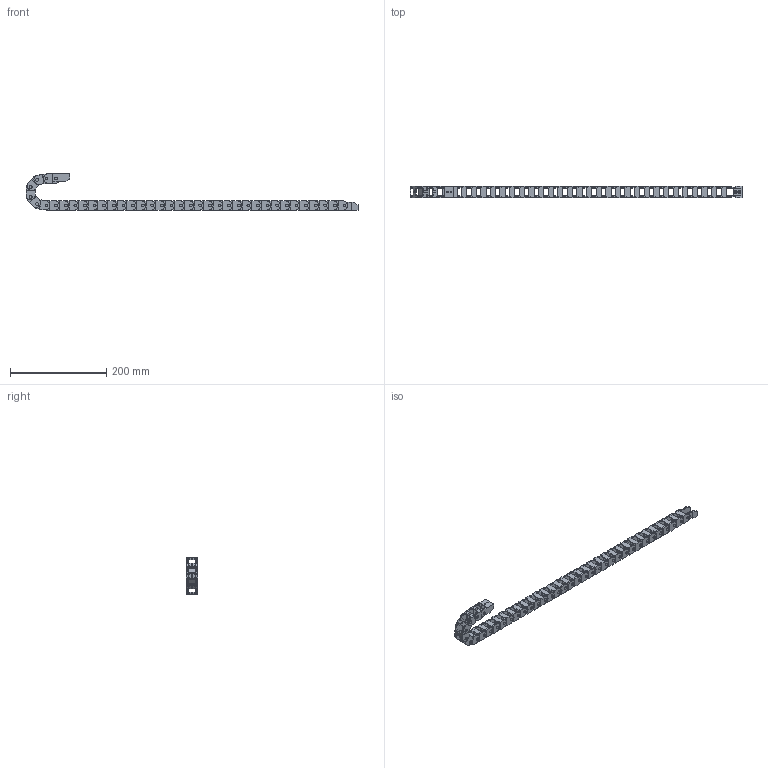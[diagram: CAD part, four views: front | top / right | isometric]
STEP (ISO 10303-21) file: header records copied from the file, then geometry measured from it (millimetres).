
FILE_DESCRIPTION(('STEP AP214'),'1');
FILE_NAME('cctmp_3AEE472A-9277-4E33-8708-30F99E1193E1_2018_9_3_9_13_48_116..stp','2018-09-03T07:13:49',('igus GmbH'),('CADClick - www.CADClick.com'),'Spatial InterOp 3D',' ','unknown authorization');
FILE_SCHEMA(('AUTOMOTIVE_DESIGN'));
Length unit declared in the file: millimetre
Products named in the file (43): 2018_09_03__09-13-48-085
Assembly tree (42 placements, depth 2):
  (unnamed)
    2018_09_03__09-13-48-085
    2018_09_03__09-13-48-085
    2018_09_03__09-13-48-085
    2018_09_03__09-13-48-085
    2018_09_03__09-13-48-085
    2018_09_03__09-13-48-085
    2018_09_03__09-13-48-085
    2018_09_03__09-13-48-085
    2018_09_03__09-13-48-085
    2018_09_03__09-13-48-085
    2018_09_03__09-13-48-085
    2018_09_03__09-13-48-085
    2018_09_03__09-13-48-085
    2018_09_03__09-13-48-085
    2018_09_03__09-13-48-085
    2018_09_03__09-13-48-085
    2018_09_03__09-13-48-085
    2018_09_03__09-13-48-085
    2018_09_03__09-13-48-085
    2018_09_03__09-13-48-085
    2018_09_03__09-13-48-085
    2018_09_03__09-13-48-085
    2018_09_03__09-13-48-085
    2018_09_03__09-13-48-085
    2018_09_03__09-13-48-085
    2018_09_03__09-13-48-085
    2018_09_03__09-13-48-085
    2018_09_03__09-13-48-085
    2018_09_03__09-13-48-085
    2018_09_03__09-13-48-085
    2018_09_03__09-13-48-085
    2018_09_03__09-13-48-085
    2018_09_03__09-13-48-085
    2018_09_03__09-13-48-085
    2018_09_03__09-13-48-085
    2018_09_03__09-13-48-085
    2018_09_03__09-13-48-085
    2018_09_03__09-13-48-085
    2018_09_03__09-13-48-085
    2018_09_03__09-13-48-085
    2018_09_03__09-13-48-085
    2018_09_03__09-13-48-085
Bounding box: 690.75 x 24.5 x 75.4 mm (x, y, z)
Volume: 140776.7 mm3; surface area: 159432.5 mm2
Topology: 44 solids, 44 shells, 1994 faces, 5368 edges, 3548 vertices
Faces by surface type: plane 1296, cylinder 690, cone 8
Entity records: 80012 total; most frequent: CARTESIAN_POINT 10953, DIRECTION 10914, ORIENTED_EDGE 10736, EDGE_CURVE 5368, LINE 3896, VECTOR 3896, VERTEX_POINT 3548, AXIS2_PLACEMENT_3D 3509
